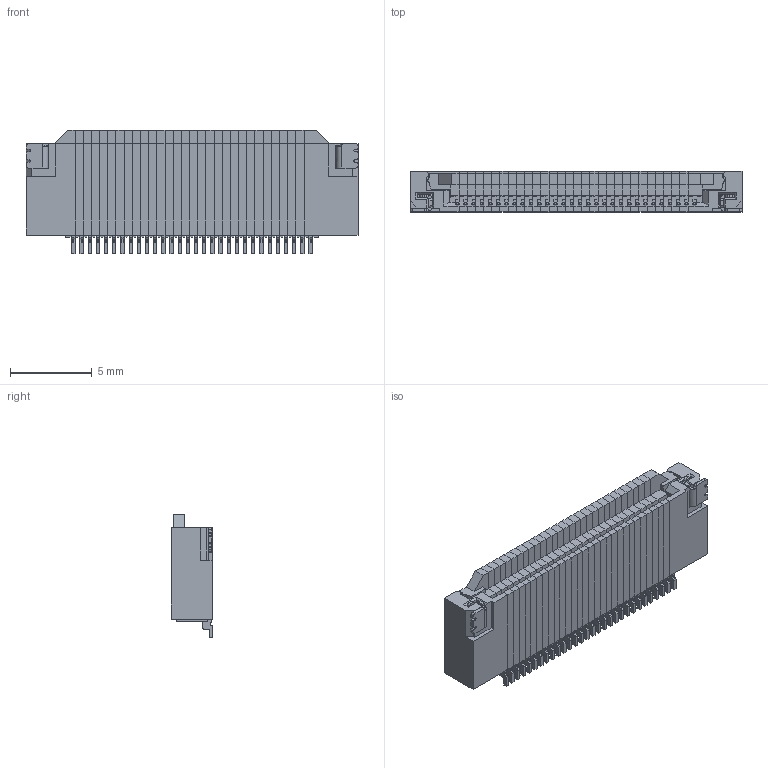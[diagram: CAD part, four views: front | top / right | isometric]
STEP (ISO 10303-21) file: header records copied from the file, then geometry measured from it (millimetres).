
FILE_DESCRIPTION (( 'STEP AP214' ), '1' );
FILE_NAME ('reoriented-F31L-1A7H1-11030.STEP', '2023-07-20T06:00:26', ( '' ), ( '' ), 'SwSTEP 2.0', 'SolidWorks 2021', '' );
FILE_SCHEMA (( 'AUTOMOTIVE_DESIGN' ));
Length unit declared in the file: millimetre
Products named in the file (5): F31L_L.STEP; F31L-1A7H1-11030.STEP; F31L_M.STEP; F31L_R.STEP; reoriented-F31L-1A7H1-11030
Assembly tree (31 placements, depth 3):
  reoriented-F31L-1A7H1-11030
    F31L-1A7H1-11030.STEP
      F31L_L.STEP
      F31L_M.STEP  x28
      F31L_R.STEP
Bounding box: 20.3 x 2.55 x 7.57 mm (x, y, z)
Volume: 198.7 mm3; surface area: 1445.2 mm2
Topology: 58 solids, 58 shells, 4437 faces, 12523 edges, 8222 vertices
Faces by surface type: plane 3152, cylinder 1279, cone 4, bspline 2
Entity records: 23895 total; most frequent: CARTESIAN_POINT 4769, ORIENTED_EDGE 4094, DIRECTION 3764, EDGE_CURVE 2047, LINE 1592, VECTOR 1592, VERTEX_POINT 1337, AXIS2_PLACEMENT_3D 1086
